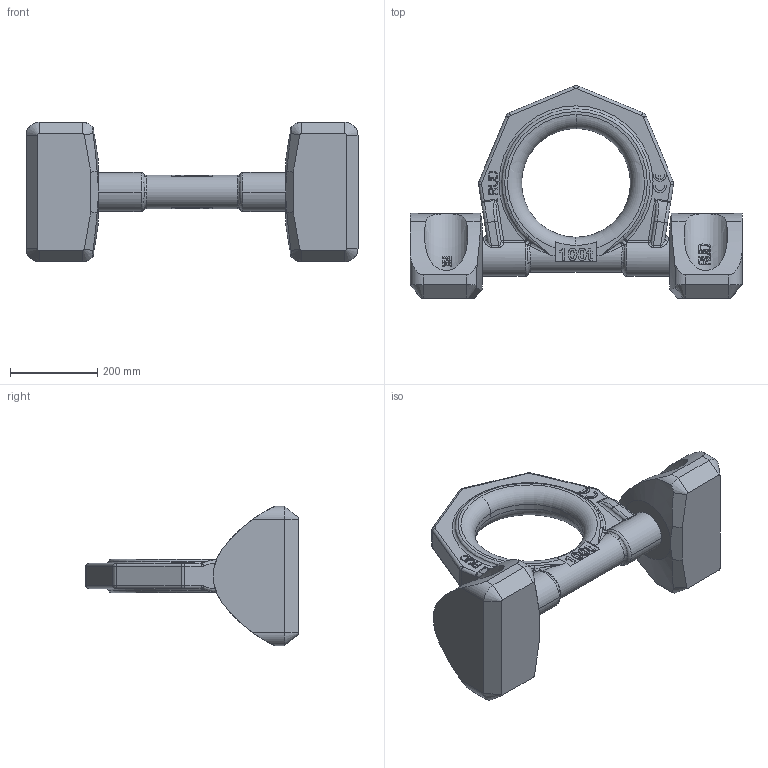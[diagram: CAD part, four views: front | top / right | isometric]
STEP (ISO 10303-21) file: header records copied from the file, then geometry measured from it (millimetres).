
FILE_DESCRIPTION((''),'2;1');
FILE_NAME('001-M35253-P-1_ASM','2019-02-01T',('anja.joas'),(''),'PRO/ENGINEER BY PARAMETRIC TECHNOLOGY CORPORATION, 2011490','PRO/ENGINEER BY PARAMETRIC TECHNOLOGY CORPORATION, 2011490','');
FILE_SCHEMA(('CONFIG_CONTROL_DESIGN'));
Length unit declared in the file: millimetre
Products named in the file (3): 001-M35134-P-1; 001-M34335-P-1; 001-M35253-P-1_ASM
Assembly tree (3 placements, depth 2):
  001-M35253-P-1_ASM
    001-M35134-P-1
    001-M34335-P-1  x2
Bounding box: 763 x 488.31 x 320 mm (x, y, z)
Volume: 21069260.4 mm3; surface area: 910590.5 mm2
Topology: 3 solids, 3 shells, 754 faces, 2001 edges, 1293 vertices
Faces by surface type: plane 477, extrusion 80, cylinder 79, torus 52, bspline 44, sphere 12, cone 10
Entity records: 23318 total; most frequent: CARTESIAN_POINT 8872, ORIENTED_EDGE 3240, DIRECTION 2520, EDGE_CURVE 1620, VERTEX_POINT 1041, VECTOR 1006, LINE 926, AXIS2_PLACEMENT_3D 757
